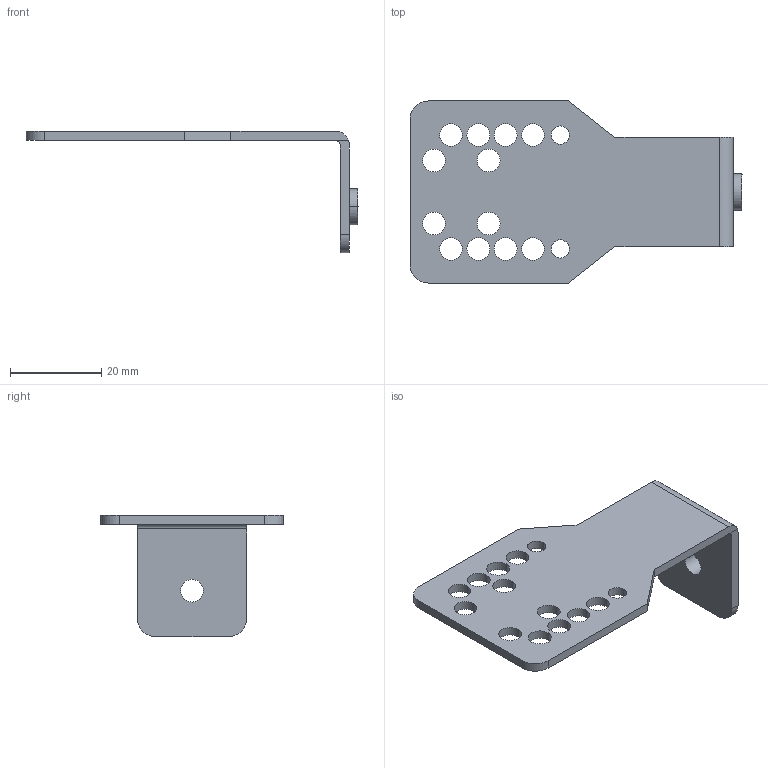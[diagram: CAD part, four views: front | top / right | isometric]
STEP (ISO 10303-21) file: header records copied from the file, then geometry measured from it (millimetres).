
FILE_DESCRIPTION((''),'2;1');
FILE_NAME('001101679_LG_V_ASM','2023-03-08T07:27:12',('klemen.sitar'),('Audax d.o.o.'),'CREO PARAMETRIC BY PTC INC, 2021304','CREO PARAMETRIC BY PTC INC, 2021304','');
FILE_SCHEMA(('AP242_MANAGED_MODEL_BASED_3D_ENGINEERING_MIM_LF { 1 0 10303 442 1 1 4 }'));
Length unit declared in the file: millimetre
Products named in the file (4): OPEN_CASCADE_STEP_TRANSLAT-6308; OPEN_CASCADE_STEP_TRANSLATOR-10_ASM; T1_ASM; 001101679_LG_V_ASM
Assembly tree (3 placements, depth 4):
  001101679_LG_V_ASM
    T1_ASM
      OPEN_CASCADE_STEP_TRANSLATOR-10_ASM
        OPEN_CASCADE_STEP_TRANSLAT-6308
Bounding box: 72.9 x 40 x 26.65 mm (x, y, z)
Volume: 5296 mm3; surface area: 6277.1 mm2
Topology: 1 solids, 1 shells, 55 faces, 154 edges, 102 vertices
Faces by surface type: cylinder 38, plane 15, cone 2
Entity records: 3172 total; most frequent: DIRECTION 362, CARTESIAN_POINT 328, ORIENTED_EDGE 308, PRESENTATION_STYLE_ASSIGNMENT 210, STYLED_ITEM 210, COLOUR_RGB 188, CURVE_STYLE 154, EDGE_CURVE 154
